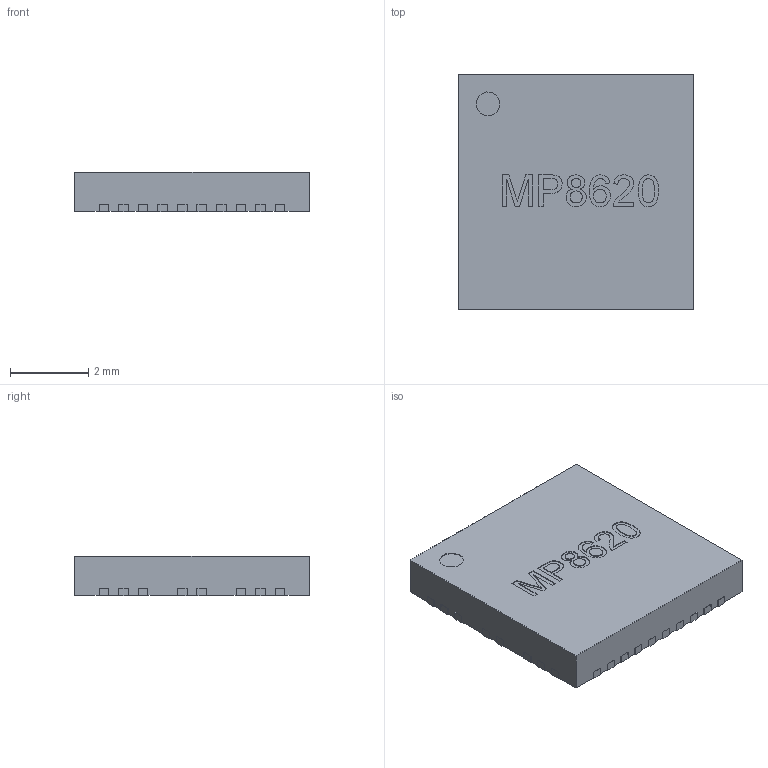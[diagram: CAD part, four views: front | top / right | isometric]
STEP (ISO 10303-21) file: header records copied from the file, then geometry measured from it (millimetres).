
FILE_DESCRIPTION (( 'STEP AP214' ), '1' );
FILE_NAME ('MP8620.STEP', '2022-03-10T02:38:31', ( 'boksop' ), ( '' ), 'SwSTEP 2.0', 'SolidWorks 2020', '' );
FILE_SCHEMA (( 'AUTOMOTIVE_DESIGN' ));
Length unit declared in the file: millimetre
Products named in the file (1): MP8620
Bounding box: 6.02 x 6.02 x 1.02 mm (x, y, z)
Volume: 36.2 mm3; surface area: 98.4 mm2
Topology: 1 solids, 1 shells, 496 faces, 1416 edges, 944 vertices
Faces by surface type: plane 327, cylinder 111, bspline 58
Entity records: 19345 total; most frequent: CARTESIAN_POINT 6411, ORIENTED_EDGE 2832, DIRECTION 2400, EDGE_CURVE 1416, VECTOR 1078, LINE 1078, VERTEX_POINT 944, AXIS2_PLACEMENT_3D 661
